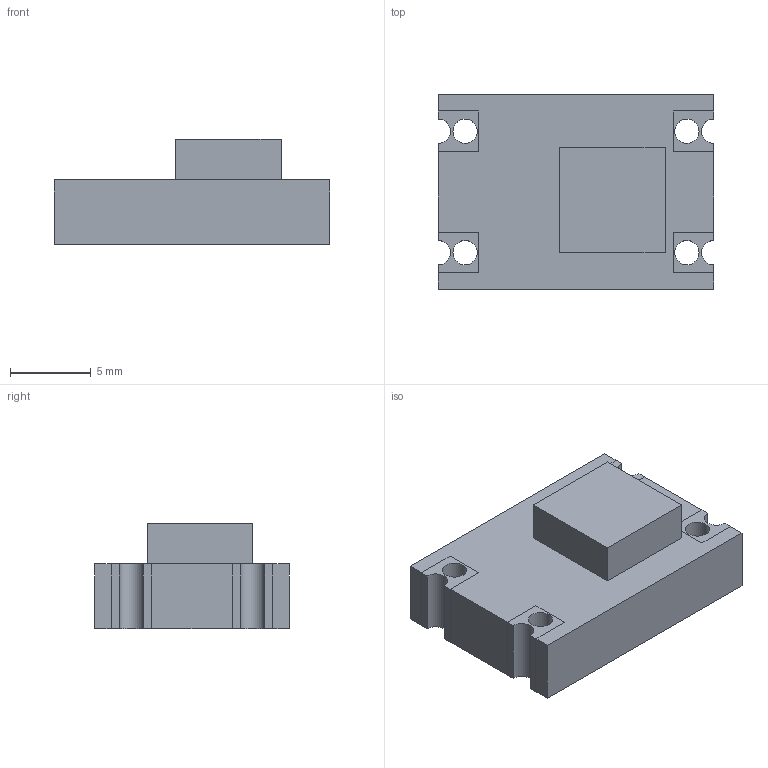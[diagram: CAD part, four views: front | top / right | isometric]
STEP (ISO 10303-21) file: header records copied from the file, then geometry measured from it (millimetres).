
FILE_DESCRIPTION(/* description */ ('STEP AP242','CAx-IF Rec.Pracs.---Representation and Presentation of Product Manufacturing Information (PMI)---4.0---2014-10-13','CAx-IF Rec.Pracs.---3D Tessellated Geometry---0.4---2014-09-14','2;1'),/* implementation_level */ '2;1');
FILE_NAME(/* name */ '68b84d30257e7b84653d33e6',/* time_stamp */ '2025-09-03T14:14:14Z',/* author */ (''),/* organization */ (''),/* preprocessor_version */ 'ST-DEVELOPER v20',/* originating_system */ 'ONSHAPE BY PTC INC, 1.203',/* authorisation */ ' ');
FILE_SCHEMA (('AP242_MANAGED_MODEL_BASED_3D_ENGINEERING_MIM_LF { 1 0 10303 442 1 1 4 }'));
Length unit declared in the file: metre
Products named in the file (6): Part 2; Part 3; Part 1; Part 4; Part 5; Part 6
Bounding box: 17 x 12 x 6.5 mm (x, y, z)
Volume: 879.2 mm3; surface area: 1097.4 mm2
Topology: 6 solids, 6 shells, 64 faces, 156 edges, 104 vertices
Faces by surface type: plane 56, cylinder 8
Full cylindrical faces by diameter (mm): 1.5 x4
Entity records: 2001 total; most frequent: CARTESIAN_POINT 326, DIRECTION 308, ORIENTED_EDGE 304, EDGE_CURVE 152, LINE 136, VECTOR 136, VERTEX_POINT 104, AXIS2_PLACEMENT_3D 86
